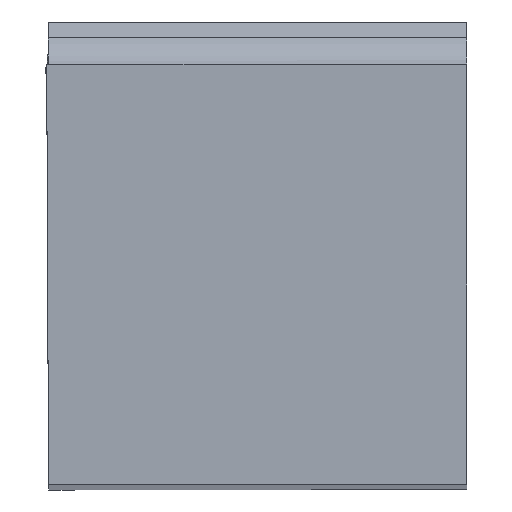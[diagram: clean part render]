
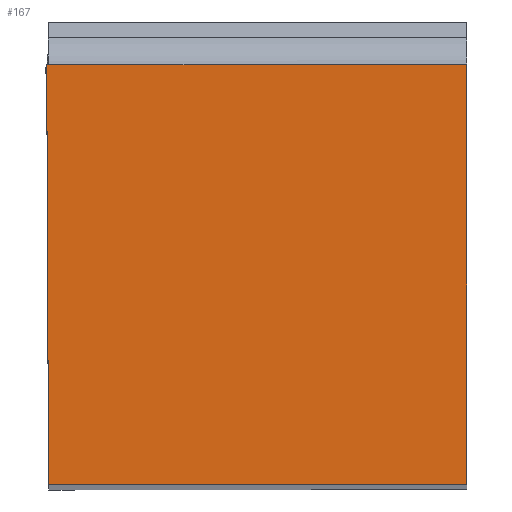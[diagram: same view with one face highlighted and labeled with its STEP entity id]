
A CAD part, top view. The second image highlights one B-rep face of the part: STEP entity #167.
In plain terms, the highlighted planar face has unit normal (0, 0, 1).
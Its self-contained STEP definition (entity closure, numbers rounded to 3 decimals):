
#167=ADVANCED_FACE('CU_BACK_SU1',(#277),#239,.F.);
#239=PLANE('',#1546);
#277=FACE_OUTER_BOUND('',#350,.T.);
#350=EDGE_LOOP('',(#503,#504,#505,#506));
#503=ORIENTED_EDGE('',*,*,#992,.T.);
#504=ORIENTED_EDGE('',*,*,#1009,.T.);
#505=ORIENTED_EDGE('',*,*,#1029,.T.);
#506=ORIENTED_EDGE('',*,*,#1030,.F.);
#862=VERTEX_POINT('',#2091);
#863=VERTEX_POINT('',#2093);
#878=VERTEX_POINT('',#2127);
#897=VERTEX_POINT('',#2191);
#992=EDGE_CURVE('',#863,#862,#1191,.T.);
#1009=EDGE_CURVE('',#862,#878,#1204,.T.);
#1029=EDGE_CURVE('',#878,#897,#1217,.T.);
#1030=EDGE_CURVE('',#863,#897,#1218,.T.);
#1191=LINE('',#2092,#1320);
#1204=LINE('',#2128,#1333);
#1217=LINE('',#2190,#1346);
#1218=LINE('',#2192,#1347);
#1320=VECTOR('',#1678,1.);
#1333=VECTOR('',#1705,1.);
#1346=VECTOR('',#1734,1.);
#1347=VECTOR('',#1735,1.);
#1546=AXIS2_PLACEMENT_3D('',#2193,#1736,#1737);
#1678=DIRECTION('',(1.,0.,0.));
#1705=DIRECTION('',(0.,1.,0.));
#1734=DIRECTION('',(-1.,0.,0.));
#1735=DIRECTION('',(-0.004,1.,0.));
#1736=DIRECTION('',(0.,0.,-1.));
#1737=DIRECTION('',(-1.,0.,0.));
#2091=CARTESIAN_POINT('',(0.,0.,0.));
#2092=CARTESIAN_POINT('',(22.795,0.,0.));
#2093=CARTESIAN_POINT('',(-15.831,0.,0.));
#2127=CARTESIAN_POINT('',(0.,15.9,0.));
#2128=CARTESIAN_POINT('',(0.,35.9,0.));
#2190=CARTESIAN_POINT('',(22.795,15.9,0.));
#2191=CARTESIAN_POINT('',(-15.9,15.9,0.));
#2192=CARTESIAN_POINT('',(-15.987,35.731,0.));
#2193=CARTESIAN_POINT('',(22.795,35.9,0.));
